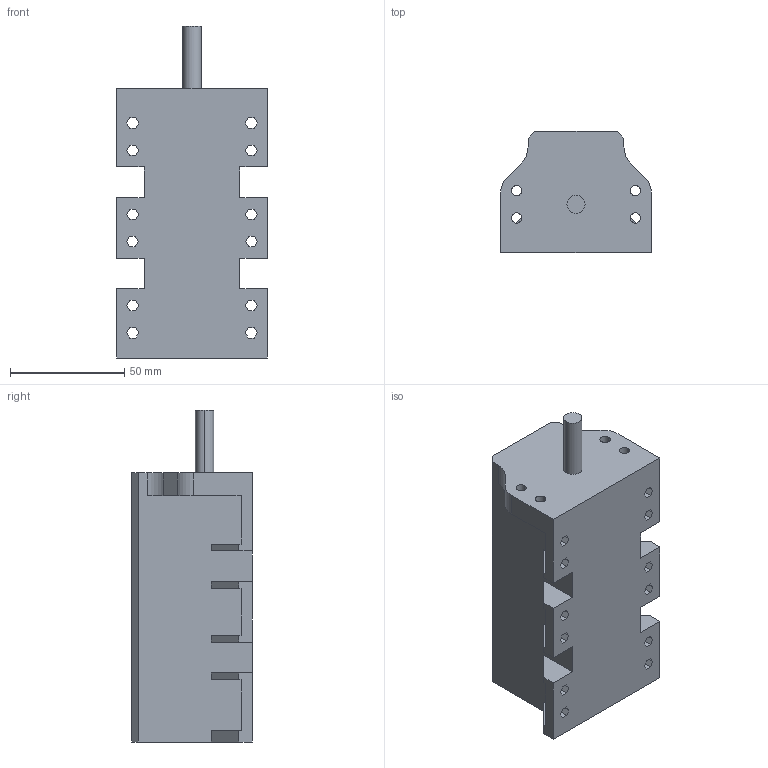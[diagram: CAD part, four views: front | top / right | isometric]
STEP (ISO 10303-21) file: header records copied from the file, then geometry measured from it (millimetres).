
FILE_DESCRIPTION (( 'STEP AP203' ), '1' );
FILE_NAME ('Pack and go 8-II( Updated Final Assembly File)Servo motor 350Kg_Default_sldprt.STEP', '2024-12-13T20:43:16', ( '' ), ( '' ), 'SwSTEP 2.0', 'SolidWorks 2024', '' );
FILE_SCHEMA (( 'CONFIG_CONTROL_DESIGN' ));
Length unit declared in the file: millimetre
Products named in the file (1): Pack and go 8-II( Updated Final Assembly File)Servo motor 350Kg_Default_sldprt
Bounding box: 66 x 53 x 145.5 mm (x, y, z)
Volume: 282515.9 mm3; surface area: 35942.3 mm2
Topology: 1 solids, 1 shells, 139 faces, 408 edges, 272 vertices
Faces by surface type: plane 125, cylinder 14
Entity records: 4691 total; most frequent: CARTESIAN_POINT 820, ORIENTED_EDGE 816, DIRECTION 716, EDGE_CURVE 408, VECTOR 380, LINE 380, VERTEX_POINT 272, EDGE_LOOP 172
